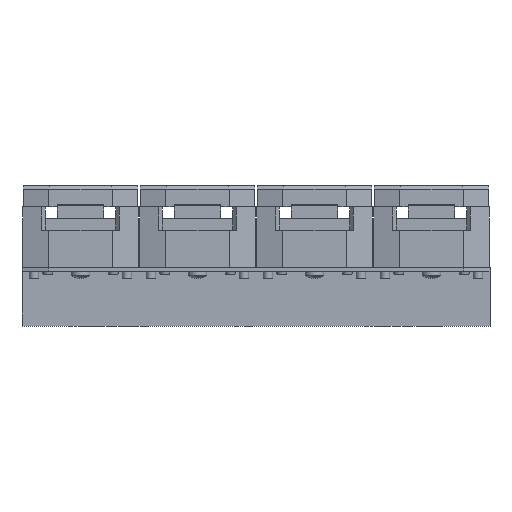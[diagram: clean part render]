
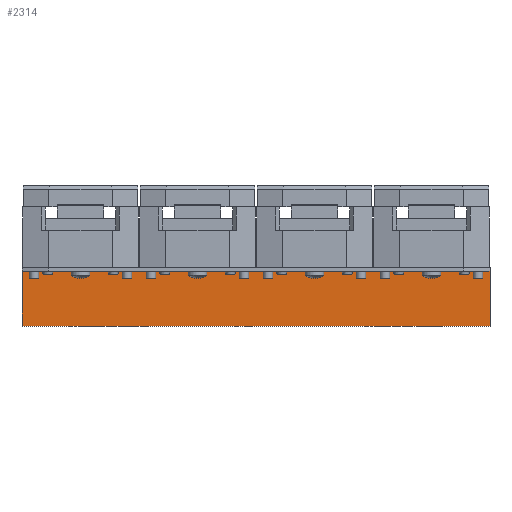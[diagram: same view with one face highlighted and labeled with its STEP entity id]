
A CAD part, left-side view. The second image highlights one B-rep face of the part: STEP entity #2314.
In plain terms, the highlighted planar face has unit normal (-1, 0, 0).
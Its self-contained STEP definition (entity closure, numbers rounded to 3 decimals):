
#2314=ADVANCED_FACE('',(#4306),#4307,.T.);
#4306=FACE_OUTER_BOUND('',#6161,.T.);
#4307=PLANE('',#6162);
#6161=EDGE_LOOP('',(#11399,#11400,#11401,#11402));
#6162=AXIS2_PLACEMENT_3D('',#11403,#11404,#11405);
#11399=ORIENTED_EDGE('',*,*,#13359,.F.);
#11400=ORIENTED_EDGE('',*,*,#13366,.T.);
#11401=ORIENTED_EDGE('',*,*,#13443,.T.);
#11402=ORIENTED_EDGE('',*,*,#13416,.F.);
#11403=CARTESIAN_POINT('',(19.5,0.0,1.55));
#11404=DIRECTION('',(-1.0,0.0,0.0));
#11405=DIRECTION('',(0.0,0.0,1.0));
#13359=EDGE_CURVE('',#16299,#16301,#16302,.T.);
#13366=EDGE_CURVE('',#16299,#16311,#16313,.T.);
#13416=EDGE_CURVE('',#16301,#16379,#16383,.T.);
#13443=EDGE_CURVE('',#16311,#16379,#16418,.T.);
#16299=VERTEX_POINT('',#20207);
#16301=VERTEX_POINT('',#20210);
#16302=LINE('',#20211,#20212);
#16311=VERTEX_POINT('',#20225);
#16313=LINE('',#20228,#20229);
#16379=VERTEX_POINT('',#20313);
#16383=LINE('',#20319,#20320);
#16418=LINE('',#20368,#20369);
#20207=CARTESIAN_POINT('',(19.5,0.0,23.5));
#20210=CARTESIAN_POINT('',(19.5,0.0,0.0));
#20211=CARTESIAN_POINT('',(19.5,0.0,23.5));
#20212=VECTOR('',#22621,1.0);
#20225=CARTESIAN_POINT('',(19.5,200.0,23.5));
#20228=CARTESIAN_POINT('',(19.5,0.0,23.5));
#20229=VECTOR('',#22627,1.0);
#20313=CARTESIAN_POINT('',(19.5,200.0,0.0));
#20319=CARTESIAN_POINT('',(19.5,0.0,0.0));
#20320=VECTOR('',#22696,1.0);
#20368=CARTESIAN_POINT('',(19.5,200.0,23.5));
#20369=VECTOR('',#22722,1.0);
#22621=DIRECTION('',(0.0,0.0,-1.0));
#22627=DIRECTION('',(0.0,1.0,0.0));
#22696=DIRECTION('',(0.0,1.0,0.0));
#22722=DIRECTION('',(0.0,0.0,-1.0));
